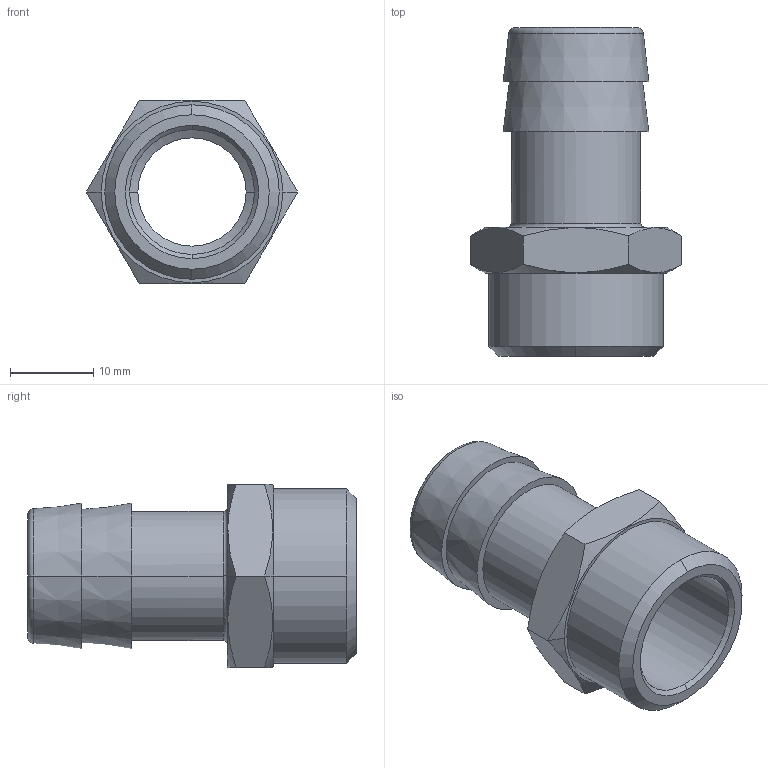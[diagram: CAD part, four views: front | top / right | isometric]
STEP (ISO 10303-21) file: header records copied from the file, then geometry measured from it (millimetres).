
FILE_DESCRIPTION(('STEP AP214'),'1');
FILE_NAME('0931_15_21.stp','2016-07-07T14:19:40',('TraceParts'),('TraceParts S.A.'),'Spatial InterOp 3D',' ',' ');
FILE_SCHEMA(('automotive_design'));
Length unit declared in the file: millimetre
Products named in the file (1): Solide1
Bounding box: 25.4 x 39.5 x 22 mm (x, y, z)
Volume: 4837.8 mm3; surface area: 4514.1 mm2
Topology: 1 solids, 1 shells, 38 faces, 89 edges, 57 vertices
Faces by surface type: cone 14, plane 12, cylinder 8, torus 4
Entity records: 1426 total; most frequent: CARTESIAN_POINT 209, DIRECTION 204, ORIENTED_EDGE 178, EDGE_CURVE 89, AXIS2_PLACEMENT_3D 88, VERTEX_POINT 57, CIRCLE 49, EDGE_LOOP 44
